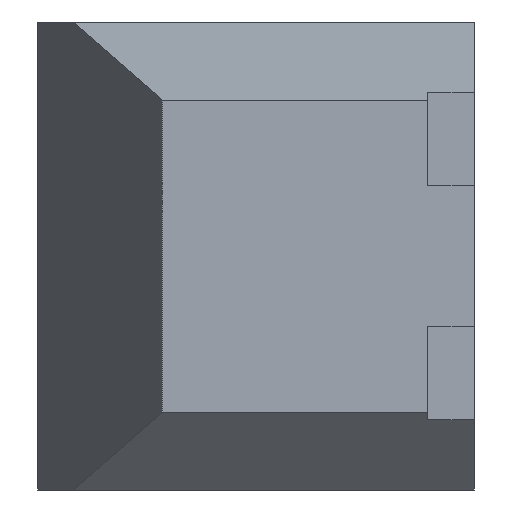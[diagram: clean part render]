
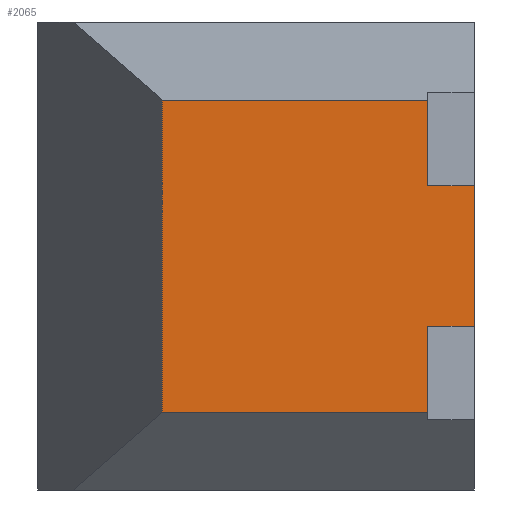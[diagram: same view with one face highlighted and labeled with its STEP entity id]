
A CAD part, left-side view. The second image highlights one B-rep face of the part: STEP entity #2065.
In plain terms, the highlighted planar face has unit normal (-1, 0, 0).
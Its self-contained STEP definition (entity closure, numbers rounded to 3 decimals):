
#198 = DIRECTION ( 'NONE',  ( 0., -1., 0. ) ) ;
#201 = ORIENTED_EDGE ( 'NONE', *, *, #961, .T. ) ;
#233 = VERTEX_POINT ( 'NONE', #2688 ) ;
#529 = VECTOR ( 'NONE', #1041, 1000. ) ;
#741 = LINE ( 'NONE', #2291, #1139 ) ;
#757 = VECTOR ( 'NONE', #1736, 1000. ) ;
#772 = VERTEX_POINT ( 'NONE', #1265 ) ;
#877 = PLANE ( 'NONE',  #2166 ) ;
#932 = CARTESIAN_POINT ( 'NONE',  ( -3.35, 1.4, 0.225 ) ) ;
#934 = DIRECTION ( 'NONE',  ( 1., 0., 0. ) ) ;
#961 = EDGE_CURVE ( 'NONE', #2478, #233, #3265, .T. ) ;
#983 = ORIENTED_EDGE ( 'NONE', *, *, #2890, .T. ) ;
#991 = DIRECTION ( 'NONE',  ( 0., 1., 0. ) ) ;
#1041 = DIRECTION ( 'NONE',  ( 0., 0., 1. ) ) ;
#1055 = DIRECTION ( 'NONE',  ( 0., 0., -1. ) ) ;
#1082 = ORIENTED_EDGE ( 'NONE', *, *, #1702, .T. ) ;
#1139 = VECTOR ( 'NONE', #2250, 1000. ) ;
#1198 = VERTEX_POINT ( 'NONE', #2134 ) ;
#1246 = LINE ( 'NONE', #1749, #3304 ) ;
#1265 = CARTESIAN_POINT ( 'NONE',  ( -3.35, 0.15, -0.225 ) ) ;
#1343 = VECTOR ( 'NONE', #2419, 1000. ) ;
#1344 = EDGE_CURVE ( 'NONE', #3363, #1198, #1246, .T. ) ;
#1533 = VECTOR ( 'NONE', #1055, 1000. ) ;
#1545 = LINE ( 'NONE', #2306, #2494 ) ;
#1673 = ORIENTED_EDGE ( 'NONE', *, *, #1344, .F. ) ;
#1702 = EDGE_CURVE ( 'NONE', #2031, #2478, #2326, .T. ) ;
#1736 = DIRECTION ( 'NONE',  ( 0., 0., -1. ) ) ;
#1749 = CARTESIAN_POINT ( 'NONE',  ( -3.35, 0., -0.5 ) ) ;
#1753 = LINE ( 'NONE', #2843, #757 ) ;
#1777 = CARTESIAN_POINT ( 'NONE',  ( -3.35, 1., -0.75 ) ) ;
#1815 = LINE ( 'NONE', #1777, #3201 ) ;
#1816 = CARTESIAN_POINT ( 'NONE',  ( -3.35, 1., 0.5 ) ) ;
#1836 = VERTEX_POINT ( 'NONE', #2736 ) ;
#1904 = CARTESIAN_POINT ( 'NONE',  ( -3.35, 0., -0.225 ) ) ;
#1942 = VERTEX_POINT ( 'NONE', #1816 ) ;
#2031 = VERTEX_POINT ( 'NONE', #1904 ) ;
#2056 = LINE ( 'NONE', #2075, #1533 ) ;
#2057 = ORIENTED_EDGE ( 'NONE', *, *, #2946, .F. ) ;
#2065 = ADVANCED_FACE ( 'NONE', ( #3219 ), #877, .F. ) ;
#2067 = DIRECTION ( 'NONE',  ( 0., 0., 1. ) ) ;
#2075 = CARTESIAN_POINT ( 'NONE',  ( -3.35, 0.15, 0.75 ) ) ;
#2134 = CARTESIAN_POINT ( 'NONE',  ( -3.35, 1., -0.5 ) ) ;
#2166 = AXIS2_PLACEMENT_3D ( 'NONE', #3281, #934, #3094 ) ;
#2250 = DIRECTION ( 'NONE',  ( 0., 1., 0. ) ) ;
#2291 = CARTESIAN_POINT ( 'NONE',  ( -3.35, 0., 0.5 ) ) ;
#2306 = CARTESIAN_POINT ( 'NONE',  ( -3.35, 1.4, -0.225 ) ) ;
#2326 = LINE ( 'NONE', #3369, #529 ) ;
#2400 = EDGE_LOOP ( 'NONE', ( #2808, #2851, #1082, #201, #2860, #983, #2057, #1673 ) ) ;
#2419 = DIRECTION ( 'NONE',  ( 0., 1., 0. ) ) ;
#2478 = VERTEX_POINT ( 'NONE', #2681 ) ;
#2494 = VECTOR ( 'NONE', #198, 1000. ) ;
#2573 = CARTESIAN_POINT ( 'NONE',  ( -3.35, 0.15, -0.5 ) ) ;
#2681 = CARTESIAN_POINT ( 'NONE',  ( -3.35, 0., 0.225 ) ) ;
#2688 = CARTESIAN_POINT ( 'NONE',  ( -3.35, 0.15, 0.225 ) ) ;
#2736 = CARTESIAN_POINT ( 'NONE',  ( -3.35, 0.15, 0.5 ) ) ;
#2808 = ORIENTED_EDGE ( 'NONE', *, *, #3225, .F. ) ;
#2843 = CARTESIAN_POINT ( 'NONE',  ( -3.35, 0.15, 0.75 ) ) ;
#2851 = ORIENTED_EDGE ( 'NONE', *, *, #2930, .T. ) ;
#2860 = ORIENTED_EDGE ( 'NONE', *, *, #3339, .F. ) ;
#2890 = EDGE_CURVE ( 'NONE', #1836, #1942, #741, .T. ) ;
#2930 = EDGE_CURVE ( 'NONE', #772, #2031, #1545, .T. ) ;
#2946 = EDGE_CURVE ( 'NONE', #1198, #1942, #1815, .T. ) ;
#3094 = DIRECTION ( 'NONE',  ( 0., 0., -1. ) ) ;
#3201 = VECTOR ( 'NONE', #2067, 1000. ) ;
#3219 = FACE_OUTER_BOUND ( 'NONE', #2400, .T. ) ;
#3225 = EDGE_CURVE ( 'NONE', #772, #3363, #1753, .T. ) ;
#3265 = LINE ( 'NONE', #932, #1343 ) ;
#3281 = CARTESIAN_POINT ( 'NONE',  ( -3.35, 1.4, 0.75 ) ) ;
#3304 = VECTOR ( 'NONE', #991, 1000. ) ;
#3339 = EDGE_CURVE ( 'NONE', #1836, #233, #2056, .T. ) ;
#3363 = VERTEX_POINT ( 'NONE', #2573 ) ;
#3369 = CARTESIAN_POINT ( 'NONE',  ( -3.35, 0., 0.75 ) ) ;
